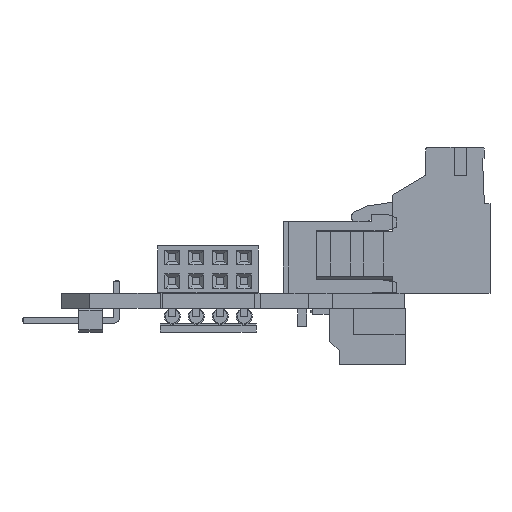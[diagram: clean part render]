
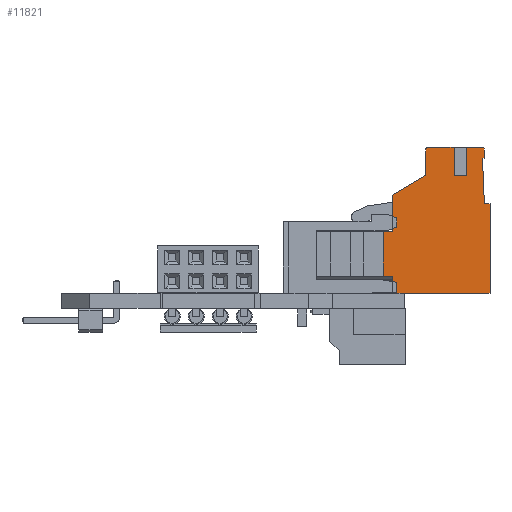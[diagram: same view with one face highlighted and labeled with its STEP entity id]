
A CAD part, left-side view. The second image highlights one B-rep face of the part: STEP entity #11821.
In plain terms, the highlighted face is planar.
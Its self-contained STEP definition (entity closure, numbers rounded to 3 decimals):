
#10544 = VERTEX_POINT('',#10545);
#10545 = CARTESIAN_POINT('',(5.08,15.5,-17.6));
#10551 = EDGE_CURVE('',#10552,#10544,#10554,.T.);
#10552 = VERTEX_POINT('',#10553);
#10553 = CARTESIAN_POINT('',(5.08,15.5,-15.75));
#10554 = LINE('',#10555,#10556);
#10555 = CARTESIAN_POINT('',(5.08,15.5,-15.75));
#10556 = VECTOR('',#10557,1.);
#10557 = DIRECTION('',(0.,0.,-1.));
#10576 = VERTEX_POINT('',#10577);
#10577 = CARTESIAN_POINT('',(5.08,15.5,-14.8));
#10583 = EDGE_CURVE('',#10584,#10576,#10586,.T.);
#10584 = VERTEX_POINT('',#10585);
#10585 = CARTESIAN_POINT('',(5.08,15.5,-11.8));
#10586 = LINE('',#10587,#10588);
#10587 = CARTESIAN_POINT('',(5.08,15.5,-11.8));
#10588 = VECTOR('',#10589,1.);
#10589 = DIRECTION('',(0.,0.,-1.));
#11687 = VERTEX_POINT('',#11688);
#11688 = CARTESIAN_POINT('',(5.08,0.2,-8.1));
#11708 = VERTEX_POINT('',#11709);
#11709 = CARTESIAN_POINT('',(5.08,1.827,-8.1));
#11715 = EDGE_CURVE('',#11687,#11708,#11716,.T.);
#11716 = LINE('',#11717,#11718);
#11717 = CARTESIAN_POINT('',(5.08,0.2,-8.1));
#11718 = VECTOR('',#11719,1.);
#11719 = DIRECTION('',(0.,1.,0.));
#11732 = VERTEX_POINT('',#11733);
#11733 = CARTESIAN_POINT('',(5.08,0.,-8.3));
#11739 = EDGE_CURVE('',#11687,#11732,#11740,.T.);
#11740 = CIRCLE('',#11741,0.2);
#11741 = AXIS2_PLACEMENT_3D('',#11742,#11743,#11744);
#11742 = CARTESIAN_POINT('',(5.08,0.2,-8.3));
#11743 = DIRECTION('',(1.,0.,-0.));
#11744 = DIRECTION('',(0.,0.,1.));
#11821 = ADVANCED_FACE('',(#11822),#11960,.F.);
#11822 = FACE_BOUND('',#11823,.F.);
#11823 = EDGE_LOOP('',(#11824,#11825,#11826,#11834,#11842,#11850,#11858,
    #11866,#11874,#11881,#11882,#11890,#11898,#11904,#11905,#11914,
    #11922,#11930,#11938,#11946,#11954));
#11824 = ORIENTED_EDGE('',*,*,#11739,.F.);
#11825 = ORIENTED_EDGE('',*,*,#11715,.T.);
#11826 = ORIENTED_EDGE('',*,*,#11827,.F.);
#11827 = EDGE_CURVE('',#11828,#11708,#11830,.T.);
#11828 = VERTEX_POINT('',#11829);
#11829 = CARTESIAN_POINT('',(5.08,1.827,-6.9));
#11830 = LINE('',#11831,#11832);
#11831 = CARTESIAN_POINT('',(5.08,1.827,-6.9));
#11832 = VECTOR('',#11833,1.);
#11833 = DIRECTION('',(0.,0.,-1.));
#11834 = ORIENTED_EDGE('',*,*,#11835,.T.);
#11835 = EDGE_CURVE('',#11828,#11836,#11838,.T.);
#11836 = VERTEX_POINT('',#11837);
#11837 = CARTESIAN_POINT('',(5.08,6.5,-6.9));
#11838 = LINE('',#11839,#11840);
#11839 = CARTESIAN_POINT('',(5.08,1.827,-6.9));
#11840 = VECTOR('',#11841,1.);
#11841 = DIRECTION('',(0.,1.,0.));
#11842 = ORIENTED_EDGE('',*,*,#11843,.T.);
#11843 = EDGE_CURVE('',#11836,#11844,#11846,.T.);
#11844 = VERTEX_POINT('',#11845);
#11845 = CARTESIAN_POINT('',(5.08,6.5,-8.1));
#11846 = LINE('',#11847,#11848);
#11847 = CARTESIAN_POINT('',(5.08,6.5,-6.9));
#11848 = VECTOR('',#11849,1.);
#11849 = DIRECTION('',(0.,0.,-1.));
#11850 = ORIENTED_EDGE('',*,*,#11851,.T.);
#11851 = EDGE_CURVE('',#11844,#11852,#11854,.T.);
#11852 = VERTEX_POINT('',#11853);
#11853 = CARTESIAN_POINT('',(5.08,10.4,-8.1));
#11854 = LINE('',#11855,#11856);
#11855 = CARTESIAN_POINT('',(5.08,6.5,-8.1));
#11856 = VECTOR('',#11857,1.);
#11857 = DIRECTION('',(0.,1.,0.));
#11858 = ORIENTED_EDGE('',*,*,#11859,.T.);
#11859 = EDGE_CURVE('',#11852,#11860,#11862,.T.);
#11860 = VERTEX_POINT('',#11861);
#11861 = CARTESIAN_POINT('',(5.08,12.5,-11.6));
#11862 = LINE('',#11863,#11864);
#11863 = CARTESIAN_POINT('',(5.08,10.4,-8.1));
#11864 = VECTOR('',#11865,1.);
#11865 = DIRECTION('',(0.,0.514,-0.857));
#11866 = ORIENTED_EDGE('',*,*,#11867,.T.);
#11867 = EDGE_CURVE('',#11860,#11868,#11870,.T.);
#11868 = VERTEX_POINT('',#11869);
#11869 = CARTESIAN_POINT('',(5.08,15.3,-11.6));
#11870 = LINE('',#11871,#11872);
#11871 = CARTESIAN_POINT('',(5.08,12.5,-11.6));
#11872 = VECTOR('',#11873,1.);
#11873 = DIRECTION('',(0.,1.,0.));
#11874 = ORIENTED_EDGE('',*,*,#11875,.T.);
#11875 = EDGE_CURVE('',#11868,#10584,#11876,.T.);
#11876 = CIRCLE('',#11877,0.2);
#11877 = AXIS2_PLACEMENT_3D('',#11878,#11879,#11880);
#11878 = CARTESIAN_POINT('',(5.08,15.3,-11.8));
#11879 = DIRECTION('',(-1.,0.,0.));
#11880 = DIRECTION('',(0.,0.,1.));
#11881 = ORIENTED_EDGE('',*,*,#10583,.T.);
#11882 = ORIENTED_EDGE('',*,*,#11883,.T.);
#11883 = EDGE_CURVE('',#10576,#11884,#11886,.T.);
#11884 = VERTEX_POINT('',#11885);
#11885 = CARTESIAN_POINT('',(5.08,12.5,-14.8));
#11886 = LINE('',#11887,#11888);
#11887 = CARTESIAN_POINT('',(5.08,15.5,-14.8));
#11888 = VECTOR('',#11889,1.);
#11889 = DIRECTION('',(0.,-1.,0.));
#11890 = ORIENTED_EDGE('',*,*,#11891,.T.);
#11891 = EDGE_CURVE('',#11884,#11892,#11894,.T.);
#11892 = VERTEX_POINT('',#11893);
#11893 = CARTESIAN_POINT('',(5.08,12.5,-15.75));
#11894 = LINE('',#11895,#11896);
#11895 = CARTESIAN_POINT('',(5.08,12.5,-14.8));
#11896 = VECTOR('',#11897,1.);
#11897 = DIRECTION('',(0.,0.,-1.));
#11898 = ORIENTED_EDGE('',*,*,#11899,.F.);
#11899 = EDGE_CURVE('',#10552,#11892,#11900,.T.);
#11900 = LINE('',#11901,#11902);
#11901 = CARTESIAN_POINT('',(5.08,15.5,-15.75));
#11902 = VECTOR('',#11903,1.);
#11903 = DIRECTION('',(0.,-1.,0.));
#11904 = ORIENTED_EDGE('',*,*,#10551,.T.);
#11905 = ORIENTED_EDGE('',*,*,#11906,.T.);
#11906 = EDGE_CURVE('',#10544,#11907,#11909,.T.);
#11907 = VERTEX_POINT('',#11908);
#11908 = CARTESIAN_POINT('',(5.08,15.3,-17.8));
#11909 = CIRCLE('',#11910,0.2);
#11910 = AXIS2_PLACEMENT_3D('',#11911,#11912,#11913);
#11911 = CARTESIAN_POINT('',(5.08,15.3,-17.6));
#11912 = DIRECTION('',(-1.,0.,0.));
#11913 = DIRECTION('',(0.,1.,0.));
#11914 = ORIENTED_EDGE('',*,*,#11915,.T.);
#11915 = EDGE_CURVE('',#11907,#11916,#11918,.T.);
#11916 = VERTEX_POINT('',#11917);
#11917 = CARTESIAN_POINT('',(5.08,14.3,-17.8));
#11918 = LINE('',#11919,#11920);
#11919 = CARTESIAN_POINT('',(5.08,15.3,-17.8));
#11920 = VECTOR('',#11921,1.);
#11921 = DIRECTION('',(0.,-1.,0.));
#11922 = ORIENTED_EDGE('',*,*,#11923,.T.);
#11923 = EDGE_CURVE('',#11916,#11924,#11926,.T.);
#11924 = VERTEX_POINT('',#11925);
#11925 = CARTESIAN_POINT('',(5.08,14.3,-17.6));
#11926 = LINE('',#11927,#11928);
#11927 = CARTESIAN_POINT('',(5.08,14.3,-17.8));
#11928 = VECTOR('',#11929,1.);
#11929 = DIRECTION('',(0.,0.,1.));
#11930 = ORIENTED_EDGE('',*,*,#11931,.T.);
#11931 = EDGE_CURVE('',#11924,#11932,#11934,.T.);
#11932 = VERTEX_POINT('',#11933);
#11933 = CARTESIAN_POINT('',(5.08,9.5,-17.8));
#11934 = LINE('',#11935,#11936);
#11935 = CARTESIAN_POINT('',(5.08,14.3,-17.6));
#11936 = VECTOR('',#11937,1.);
#11937 = DIRECTION('',(0.,-0.999,-0.042));
#11938 = ORIENTED_EDGE('',*,*,#11939,.T.);
#11939 = EDGE_CURVE('',#11932,#11940,#11942,.T.);
#11940 = VERTEX_POINT('',#11941);
#11941 = CARTESIAN_POINT('',(5.08,9.5,-18.4));
#11942 = LINE('',#11943,#11944);
#11943 = CARTESIAN_POINT('',(5.08,9.5,-17.8));
#11944 = VECTOR('',#11945,1.);
#11945 = DIRECTION('',(0.,0.,-1.));
#11946 = ORIENTED_EDGE('',*,*,#11947,.T.);
#11947 = EDGE_CURVE('',#11940,#11948,#11950,.T.);
#11948 = VERTEX_POINT('',#11949);
#11949 = CARTESIAN_POINT('',(5.08,0.,-18.4));
#11950 = LINE('',#11951,#11952);
#11951 = CARTESIAN_POINT('',(5.08,9.5,-18.4));
#11952 = VECTOR('',#11953,1.);
#11953 = DIRECTION('',(0.,-1.,0.));
#11954 = ORIENTED_EDGE('',*,*,#11955,.T.);
#11955 = EDGE_CURVE('',#11948,#11732,#11956,.T.);
#11956 = LINE('',#11957,#11958);
#11957 = CARTESIAN_POINT('',(5.08,0.,-18.4));
#11958 = VECTOR('',#11959,1.);
#11959 = DIRECTION('',(0.,0.,1.));
#11960 = PLANE('',#11961);
#11961 = AXIS2_PLACEMENT_3D('',#11962,#11963,#11964);
#11962 = CARTESIAN_POINT('',(5.08,0.,0.));
#11963 = DIRECTION('',(-1.,0.,0.));
#11964 = DIRECTION('',(0.,0.,1.));
